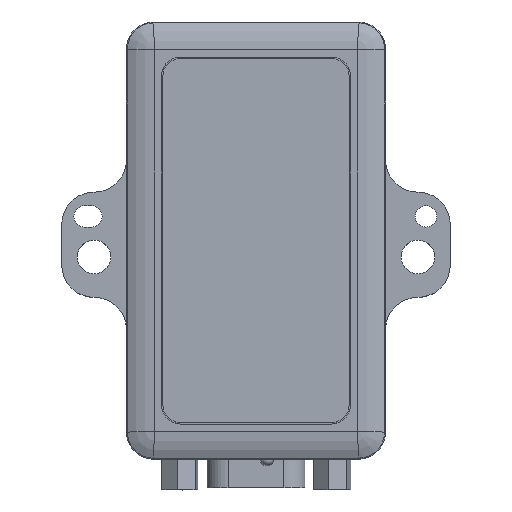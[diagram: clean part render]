
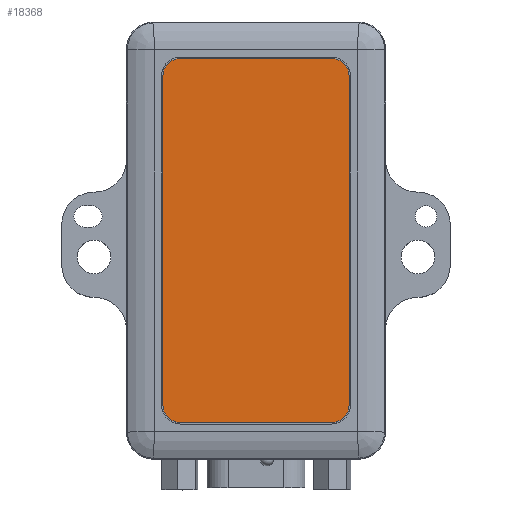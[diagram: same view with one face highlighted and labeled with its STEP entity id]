
A CAD part, top view. The second image highlights one B-rep face of the part: STEP entity #18368.
In plain terms, the highlighted face is planar.
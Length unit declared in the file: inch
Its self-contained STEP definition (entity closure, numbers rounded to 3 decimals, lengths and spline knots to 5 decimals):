
#1884=CIRCLE('',#19946,0.065);
#1886=CIRCLE('',#19950,0.065);
#1888=CIRCLE('',#19954,0.065);
#1890=CIRCLE('',#19958,0.065);
#3195=FACE_OUTER_BOUND('',#4557,.T.);
#4557=EDGE_LOOP('',(#16773,#16774,#16775,#16776,#16777,#16778,#16779,#16780));
#6068=LINE('',#37613,#7584);
#6072=LINE('',#37625,#7588);
#6076=LINE('',#37637,#7592);
#6080=LINE('',#37647,#7596);
#7584=VECTOR('',#24568,0.56);
#7588=VECTOR('',#24580,1.22);
#7592=VECTOR('',#24592,0.56);
#7596=VECTOR('',#24604,1.22);
#9382=VERTEX_POINT('',#37604);
#9383=VERTEX_POINT('',#37606);
#9385=VERTEX_POINT('',#37612);
#9387=VERTEX_POINT('',#37618);
#9389=VERTEX_POINT('',#37624);
#9391=VERTEX_POINT('',#37630);
#9393=VERTEX_POINT('',#37636);
#9395=VERTEX_POINT('',#37642);
#11843=EDGE_CURVE('',#9383,#9382,#1884,.T.);
#11846=EDGE_CURVE('',#9385,#9383,#6068,.T.);
#11849=EDGE_CURVE('',#9387,#9385,#1886,.T.);
#11852=EDGE_CURVE('',#9389,#9387,#6072,.T.);
#11855=EDGE_CURVE('',#9391,#9389,#1888,.T.);
#11858=EDGE_CURVE('',#9393,#9391,#6076,.T.);
#11861=EDGE_CURVE('',#9395,#9393,#1890,.T.);
#11864=EDGE_CURVE('',#9382,#9395,#6080,.T.);
#16773=ORIENTED_EDGE('',*,*,#11864,.T.);
#16774=ORIENTED_EDGE('',*,*,#11861,.T.);
#16775=ORIENTED_EDGE('',*,*,#11858,.T.);
#16776=ORIENTED_EDGE('',*,*,#11855,.T.);
#16777=ORIENTED_EDGE('',*,*,#11852,.T.);
#16778=ORIENTED_EDGE('',*,*,#11849,.T.);
#16779=ORIENTED_EDGE('',*,*,#11846,.T.);
#16780=ORIENTED_EDGE('',*,*,#11843,.T.);
#17377=PLANE('',#19960);
#18368=ADVANCED_FACE('',(#3195),#17377,.T.);
#19946=AXIS2_PLACEMENT_3D('',#37607,#24562,#24563);
#19950=AXIS2_PLACEMENT_3D('',#37619,#24574,#24575);
#19954=AXIS2_PLACEMENT_3D('',#37631,#24586,#24587);
#19958=AXIS2_PLACEMENT_3D('',#37643,#24598,#24599);
#19960=AXIS2_PLACEMENT_3D('',#37648,#24605,#24606);
#24562=DIRECTION('center_axis',(0.,1.,0.));
#24563=DIRECTION('ref_axis',(0.,0.,1.));
#24568=DIRECTION('',(1.,0.,0.));
#24574=DIRECTION('center_axis',(0.,1.,0.));
#24575=DIRECTION('ref_axis',(-1.,0.,0.));
#24580=DIRECTION('',(0.,0.,1.));
#24586=DIRECTION('center_axis',(0.,1.,0.));
#24587=DIRECTION('ref_axis',(0.,0.,-1.));
#24592=DIRECTION('',(-1.,0.,0.));
#24598=DIRECTION('center_axis',(0.,1.,0.));
#24599=DIRECTION('ref_axis',(1.,0.,0.));
#24604=DIRECTION('',(0.,0.,-1.));
#24605=DIRECTION('center_axis',(0.,1.,0.));
#24606=DIRECTION('ref_axis',(0.,0.,1.));
#37604=CARTESIAN_POINT('',(0.345,0.01,0.61));
#37606=CARTESIAN_POINT('',(0.28,0.01,0.675));
#37607=CARTESIAN_POINT('Origin',(0.28,0.01,0.61));
#37612=CARTESIAN_POINT('',(-0.28,0.01,0.675));
#37613=CARTESIAN_POINT('',(-0.28,0.01,0.675));
#37618=CARTESIAN_POINT('',(-0.345,0.01,0.61));
#37619=CARTESIAN_POINT('Origin',(-0.28,0.01,0.61));
#37624=CARTESIAN_POINT('',(-0.345,0.01,-0.61));
#37625=CARTESIAN_POINT('',(-0.345,0.01,-0.61));
#37630=CARTESIAN_POINT('',(-0.28,0.01,-0.675));
#37631=CARTESIAN_POINT('Origin',(-0.28,0.01,-0.61));
#37636=CARTESIAN_POINT('',(0.28,0.01,-0.675));
#37637=CARTESIAN_POINT('',(0.28,0.01,-0.675));
#37642=CARTESIAN_POINT('',(0.345,0.01,-0.61));
#37643=CARTESIAN_POINT('Origin',(0.28,0.01,-0.61));
#37647=CARTESIAN_POINT('',(0.345,0.01,0.61));
#37648=CARTESIAN_POINT('Origin',(0.,0.01,0.));
